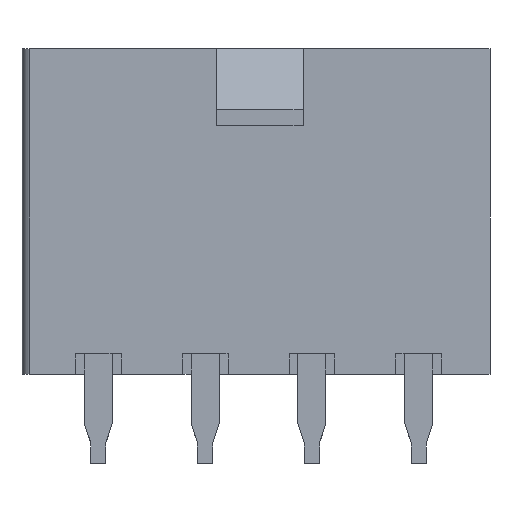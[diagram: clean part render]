
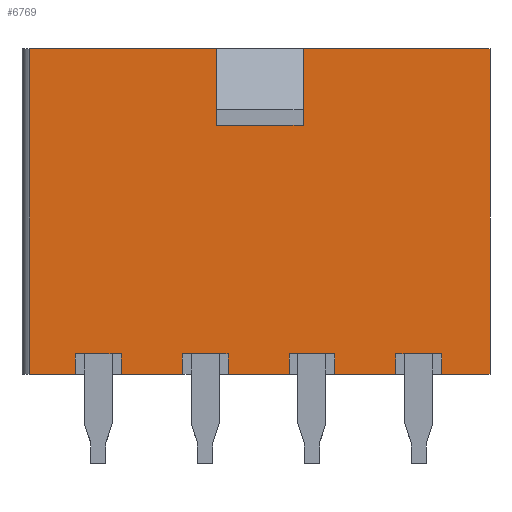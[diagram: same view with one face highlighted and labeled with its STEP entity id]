
A CAD part, front view. The second image highlights one B-rep face of the part: STEP entity #6769.
In plain terms, the highlighted planar face has unit normal (0, -1, 0).
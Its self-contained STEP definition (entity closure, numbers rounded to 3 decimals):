
#382=ORIENTED_EDGE('',*,*,#2221,.F.);
#383=ORIENTED_EDGE('',*,*,#2382,.T.);
#384=ORIENTED_EDGE('',*,*,#2383,.T.);
#385=ORIENTED_EDGE('',*,*,#2384,.T.);
#386=ORIENTED_EDGE('',*,*,#2213,.F.);
#387=ORIENTED_EDGE('',*,*,#2385,.T.);
#388=ORIENTED_EDGE('',*,*,#2311,.T.);
#389=ORIENTED_EDGE('',*,*,#2386,.F.);
#390=ORIENTED_EDGE('',*,*,#2387,.F.);
#391=ORIENTED_EDGE('',*,*,#2388,.T.);
#392=ORIENTED_EDGE('',*,*,#2309,.T.);
#393=ORIENTED_EDGE('',*,*,#2198,.F.);
#394=ORIENTED_EDGE('',*,*,#2245,.F.);
#395=ORIENTED_EDGE('',*,*,#2389,.T.);
#396=ORIENTED_EDGE('',*,*,#2390,.T.);
#397=ORIENTED_EDGE('',*,*,#2391,.T.);
#398=ORIENTED_EDGE('',*,*,#2237,.F.);
#399=ORIENTED_EDGE('',*,*,#2392,.T.);
#400=ORIENTED_EDGE('',*,*,#2393,.T.);
#401=ORIENTED_EDGE('',*,*,#2394,.T.);
#402=ORIENTED_EDGE('',*,*,#2229,.F.);
#403=ORIENTED_EDGE('',*,*,#2395,.T.);
#404=ORIENTED_EDGE('',*,*,#2396,.T.);
#405=ORIENTED_EDGE('',*,*,#2397,.T.);
#2198=EDGE_CURVE('',#3209,#3206,#3854,.T.);
#2213=EDGE_CURVE('',#3224,#3225,#3869,.T.);
#2221=EDGE_CURVE('',#3232,#3233,#3877,.T.);
#2229=EDGE_CURVE('',#3240,#3241,#3885,.T.);
#2237=EDGE_CURVE('',#3248,#3249,#3893,.T.);
#2245=EDGE_CURVE('',#3256,#3209,#3901,.T.);
#2309=EDGE_CURVE('',#3308,#3206,#3964,.T.);
#2311=EDGE_CURVE('',#3310,#3309,#3966,.T.);
#2382=EDGE_CURVE('',#3232,#3373,#4036,.T.);
#2383=EDGE_CURVE('',#3373,#3374,#4037,.T.);
#2384=EDGE_CURVE('',#3374,#3225,#4038,.T.);
#2385=EDGE_CURVE('',#3224,#3310,#4039,.T.);
#2386=EDGE_CURVE('',#3375,#3309,#4040,.T.);
#2387=EDGE_CURVE('',#3376,#3375,#4041,.T.);
#2388=EDGE_CURVE('',#3376,#3308,#4042,.T.);
#2389=EDGE_CURVE('',#3256,#3377,#4043,.T.);
#2390=EDGE_CURVE('',#3377,#3378,#4044,.T.);
#2391=EDGE_CURVE('',#3378,#3249,#4045,.T.);
#2392=EDGE_CURVE('',#3248,#3379,#4046,.T.);
#2393=EDGE_CURVE('',#3379,#3380,#4047,.T.);
#2394=EDGE_CURVE('',#3380,#3241,#4048,.T.);
#2395=EDGE_CURVE('',#3240,#3381,#4049,.T.);
#2396=EDGE_CURVE('',#3381,#3382,#4050,.T.);
#2397=EDGE_CURVE('',#3382,#3233,#4051,.T.);
#3206=VERTEX_POINT('',#9355);
#3209=VERTEX_POINT('',#9360);
#3224=VERTEX_POINT('',#9392);
#3225=VERTEX_POINT('',#9394);
#3232=VERTEX_POINT('',#9408);
#3233=VERTEX_POINT('',#9410);
#3240=VERTEX_POINT('',#9424);
#3241=VERTEX_POINT('',#9426);
#3248=VERTEX_POINT('',#9440);
#3249=VERTEX_POINT('',#9442);
#3256=VERTEX_POINT('',#9456);
#3308=VERTEX_POINT('',#9577);
#3309=VERTEX_POINT('',#9579);
#3310=VERTEX_POINT('',#9581);
#3373=VERTEX_POINT('',#9721);
#3374=VERTEX_POINT('',#9723);
#3375=VERTEX_POINT('',#9727);
#3376=VERTEX_POINT('',#9729);
#3377=VERTEX_POINT('',#9732);
#3378=VERTEX_POINT('',#9734);
#3379=VERTEX_POINT('',#9737);
#3380=VERTEX_POINT('',#9739);
#3381=VERTEX_POINT('',#9742);
#3382=VERTEX_POINT('',#9744);
#3854=LINE('',#9361,#4807);
#3869=LINE('',#9393,#4822);
#3877=LINE('',#9409,#4830);
#3885=LINE('',#9425,#4838);
#3893=LINE('',#9441,#4846);
#3901=LINE('',#9457,#4854);
#3964=LINE('',#9576,#4917);
#3966=LINE('',#9580,#4919);
#4036=LINE('',#9720,#4989);
#4037=LINE('',#9722,#4990);
#4038=LINE('',#9724,#4991);
#4039=LINE('',#9725,#4992);
#4040=LINE('',#9726,#4993);
#4041=LINE('',#9728,#4994);
#4042=LINE('',#9730,#4995);
#4043=LINE('',#9731,#4996);
#4044=LINE('',#9733,#4997);
#4045=LINE('',#9735,#4998);
#4046=LINE('',#9736,#4999);
#4047=LINE('',#9738,#5000);
#4048=LINE('',#9740,#5001);
#4049=LINE('',#9741,#5002);
#4050=LINE('',#9743,#5003);
#4051=LINE('',#9745,#5004);
#4807=VECTOR('',#7570,1000.);
#4822=VECTOR('',#7589,1000.);
#4830=VECTOR('',#7597,1000.);
#4838=VECTOR('',#7605,1000.);
#4846=VECTOR('',#7613,1000.);
#4854=VECTOR('',#7621,1000.);
#4917=VECTOR('',#7694,1000.);
#4919=VECTOR('',#7696,1000.);
#4989=VECTOR('',#7780,1000.);
#4990=VECTOR('',#7781,1000.);
#4991=VECTOR('',#7782,1000.);
#4992=VECTOR('',#7783,1000.);
#4993=VECTOR('',#7784,1000.);
#4994=VECTOR('',#7785,1000.);
#4995=VECTOR('',#7786,1000.);
#4996=VECTOR('',#7787,1000.);
#4997=VECTOR('',#7788,1000.);
#4998=VECTOR('',#7789,1000.);
#4999=VECTOR('',#7790,1000.);
#5000=VECTOR('',#7791,1000.);
#5001=VECTOR('',#7792,1000.);
#5002=VECTOR('',#7793,1000.);
#5003=VECTOR('',#7794,1000.);
#5004=VECTOR('',#7795,1000.);
#5751=EDGE_LOOP('',(#382,#383,#384,#385,#386,#387,#388,#389,#390,#391,#392,
#393,#394,#395,#396,#397,#398,#399,#400,#401,#402,#403,#404,#405));
#6107=FACE_BOUND('',#5751,.T.);
#6459=PLANE('',#7137);
#6769=ADVANCED_FACE('',(#6107),#6459,.T.);
#7137=AXIS2_PLACEMENT_3D('',#9719,#7778,#7779);
#7570=DIRECTION('',(0.,0.,1.));
#7589=DIRECTION('',(-1.,0.,0.));
#7597=DIRECTION('',(-1.,0.,0.));
#7605=DIRECTION('',(-1.,0.,0.));
#7613=DIRECTION('',(-1.,0.,0.));
#7621=DIRECTION('',(-1.,0.,0.));
#7694=DIRECTION('',(-1.,0.,0.));
#7696=DIRECTION('',(-1.,0.,0.));
#7778=DIRECTION('',(0.,-1.,0.));
#7779=DIRECTION('',(0.,0.,-1.));
#7780=DIRECTION('',(0.,0.,1.));
#7781=DIRECTION('',(1.,0.,0.));
#7782=DIRECTION('',(0.,0.,-1.));
#7783=DIRECTION('',(0.,0.,1.));
#7784=DIRECTION('',(0.,0.,1.));
#7785=DIRECTION('',(1.,0.,0.));
#7786=DIRECTION('',(0.,0.,1.));
#7787=DIRECTION('',(0.,0.,1.));
#7788=DIRECTION('',(1.,0.,0.));
#7789=DIRECTION('',(0.,0.,-1.));
#7790=DIRECTION('',(0.,0.,1.));
#7791=DIRECTION('',(1.,0.,0.));
#7792=DIRECTION('',(0.,0.,-1.));
#7793=DIRECTION('',(0.,0.,1.));
#7794=DIRECTION('',(1.,0.,0.));
#7795=DIRECTION('',(0.,0.,-1.));
#9355=CARTESIAN_POINT('',(-9.05,-4.8,6.4));
#9360=CARTESIAN_POINT('',(-9.05,-4.8,-6.4));
#9361=CARTESIAN_POINT('',(-9.05,-4.8,-6.4));
#9392=CARTESIAN_POINT('',(9.05,-4.8,-6.4));
#9393=CARTESIAN_POINT('',(9.05,-4.8,-6.4));
#9394=CARTESIAN_POINT('',(7.15,-4.8,-6.4));
#9408=CARTESIAN_POINT('',(5.35,-4.8,-6.4));
#9409=CARTESIAN_POINT('',(9.05,-4.8,-6.4));
#9410=CARTESIAN_POINT('',(2.95,-4.8,-6.4));
#9424=CARTESIAN_POINT('',(1.15,-4.8,-6.4));
#9425=CARTESIAN_POINT('',(9.05,-4.8,-6.4));
#9426=CARTESIAN_POINT('',(-1.25,-4.8,-6.4));
#9440=CARTESIAN_POINT('',(-3.05,-4.8,-6.4));
#9441=CARTESIAN_POINT('',(9.05,-4.8,-6.4));
#9442=CARTESIAN_POINT('',(-5.45,-4.8,-6.4));
#9456=CARTESIAN_POINT('',(-7.25,-4.8,-6.4));
#9457=CARTESIAN_POINT('',(9.05,-4.8,-6.4));
#9576=CARTESIAN_POINT('',(9.05,-4.8,6.4));
#9577=CARTESIAN_POINT('',(-1.7,-4.8,6.4));
#9579=CARTESIAN_POINT('',(1.7,-4.8,6.4));
#9580=CARTESIAN_POINT('',(9.05,-4.8,6.4));
#9581=CARTESIAN_POINT('',(9.05,-4.8,6.4));
#9719=CARTESIAN_POINT('',(9.05,-4.8,-6.4));
#9720=CARTESIAN_POINT('',(5.35,-4.8,-6.4));
#9721=CARTESIAN_POINT('',(5.35,-4.8,-5.6));
#9722=CARTESIAN_POINT('',(9.05,-4.8,-5.6));
#9723=CARTESIAN_POINT('',(7.15,-4.8,-5.6));
#9724=CARTESIAN_POINT('',(7.15,-4.8,-6.4));
#9725=CARTESIAN_POINT('',(9.05,-4.8,-6.4));
#9726=CARTESIAN_POINT('',(1.7,-4.8,3.4));
#9727=CARTESIAN_POINT('',(1.7,-4.8,3.4));
#9728=CARTESIAN_POINT('',(-1.7,-4.8,3.4));
#9729=CARTESIAN_POINT('',(-1.7,-4.8,3.4));
#9730=CARTESIAN_POINT('',(-1.7,-4.8,3.4));
#9731=CARTESIAN_POINT('',(-7.25,-4.8,-6.4));
#9732=CARTESIAN_POINT('',(-7.25,-4.8,-5.6));
#9733=CARTESIAN_POINT('',(9.05,-4.8,-5.6));
#9734=CARTESIAN_POINT('',(-5.45,-4.8,-5.6));
#9735=CARTESIAN_POINT('',(-5.45,-4.8,-6.4));
#9736=CARTESIAN_POINT('',(-3.05,-4.8,-6.4));
#9737=CARTESIAN_POINT('',(-3.05,-4.8,-5.6));
#9738=CARTESIAN_POINT('',(9.05,-4.8,-5.6));
#9739=CARTESIAN_POINT('',(-1.25,-4.8,-5.6));
#9740=CARTESIAN_POINT('',(-1.25,-4.8,-6.4));
#9741=CARTESIAN_POINT('',(1.15,-4.8,-6.4));
#9742=CARTESIAN_POINT('',(1.15,-4.8,-5.6));
#9743=CARTESIAN_POINT('',(9.05,-4.8,-5.6));
#9744=CARTESIAN_POINT('',(2.95,-4.8,-5.6));
#9745=CARTESIAN_POINT('',(2.95,-4.8,-6.4));
